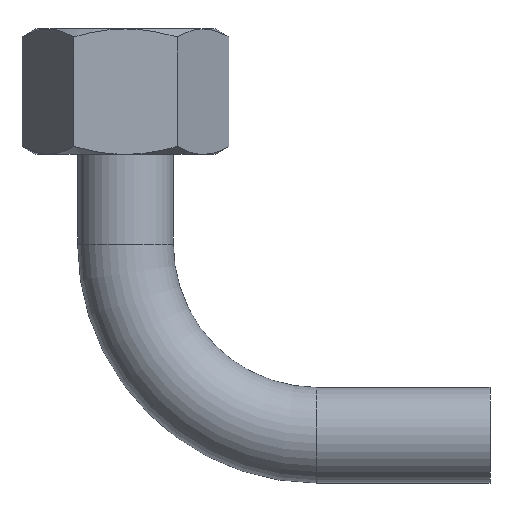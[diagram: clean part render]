
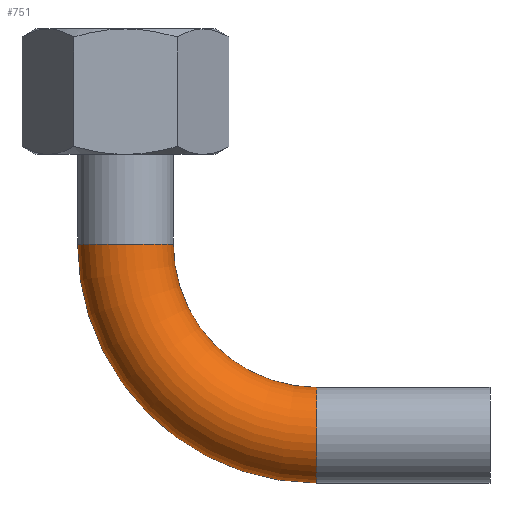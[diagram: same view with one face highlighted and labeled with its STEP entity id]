
A CAD part, left-side view. The second image highlights one B-rep face of the part: STEP entity #751.
In plain terms, the highlighted toroidal (fillet/blend) face has major radius 32 mm and minor radius 8 mm.
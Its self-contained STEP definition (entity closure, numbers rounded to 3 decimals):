
#39=TOROIDAL_SURFACE('',#820,32.,8.);
#192=ORIENTED_EDGE('',*,*,#257,.T.);
#193=ORIENTED_EDGE('',*,*,#241,.T.);
#241=EDGE_CURVE('',#293,#293,#323,.T.);
#257=EDGE_CURVE('',#299,#299,#329,.T.);
#293=VERTEX_POINT('',#1125);
#299=VERTEX_POINT('',#1173);
#323=CIRCLE('',#801,8.);
#329=CIRCLE('',#821,8.);
#380=EDGE_LOOP('',(#192));
#381=EDGE_LOOP('',(#193));
#436=FACE_BOUND('',#380,.T.);
#437=FACE_BOUND('',#381,.T.);
#751=ADVANCED_FACE('',(#436,#437),#39,.T.);
#801=AXIS2_PLACEMENT_3D('',#1124,#911,#912);
#820=AXIS2_PLACEMENT_3D('',#1171,#955,#956);
#821=AXIS2_PLACEMENT_3D('',#1172,#957,#958);
#911=DIRECTION('',(0.,0.,-1.));
#912=DIRECTION('',(-1.,0.,0.));
#955=DIRECTION('',(1.,0.,0.));
#956=DIRECTION('',(0.,0.,-1.));
#957=DIRECTION('',(0.,1.,0.));
#958=DIRECTION('',(1.,0.,0.));
#1124=CARTESIAN_POINT('',(0.,0.,-33.5));
#1125=CARTESIAN_POINT('',(-8.,0.,-33.5));
#1171=CARTESIAN_POINT('',(0.,-32.,-33.5));
#1172=CARTESIAN_POINT('',(0.,-32.,-65.5));
#1173=CARTESIAN_POINT('',(8.,-32.,-65.5));
